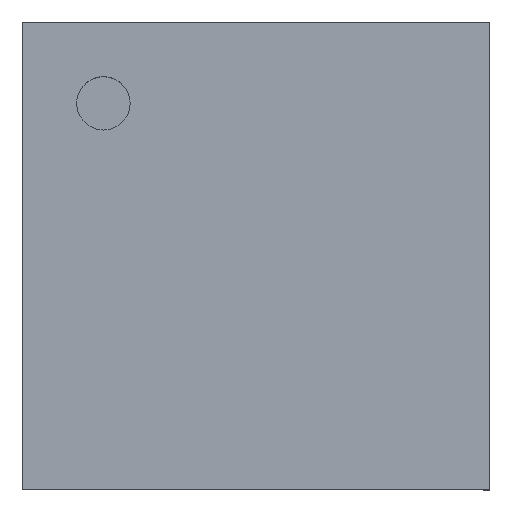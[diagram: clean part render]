
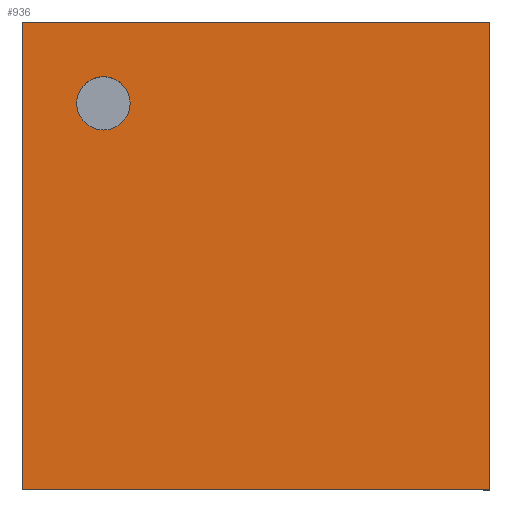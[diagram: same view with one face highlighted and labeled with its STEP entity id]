
A CAD part, top view. The second image highlights one B-rep face of the part: STEP entity #936.
In plain terms, the highlighted planar face has unit normal (0, 0, 1).
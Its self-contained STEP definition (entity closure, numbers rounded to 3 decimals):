
#225=FACE_BOUND('',#322,.T.);
#231=PLANE('',#1117);
#244=FACE_OUTER_BOUND('',#321,.T.);
#321=EDGE_LOOP('',(#768,#769,#770,#771));
#322=EDGE_LOOP('',(#772));
#398=LINE('',#1598,#423);
#401=LINE('',#1604,#426);
#404=LINE('',#1610,#429);
#407=LINE('',#1614,#432);
#423=VECTOR('',#1273,10.);
#426=VECTOR('',#1278,10.);
#429=VECTOR('',#1283,10.);
#432=VECTOR('',#1288,10.);
#445=CIRCLE('',#1111,0.2);
#511=VERTEX_POINT('',#1586);
#515=VERTEX_POINT('',#1595);
#516=VERTEX_POINT('',#1597);
#518=VERTEX_POINT('',#1603);
#520=VERTEX_POINT('',#1609);
#657=EDGE_CURVE('',#511,#511,#445,.T.);
#662=EDGE_CURVE('',#516,#515,#398,.T.);
#665=EDGE_CURVE('',#518,#516,#401,.T.);
#668=EDGE_CURVE('',#520,#518,#404,.T.);
#671=EDGE_CURVE('',#515,#520,#407,.T.);
#768=ORIENTED_EDGE('',*,*,#671,.T.);
#769=ORIENTED_EDGE('',*,*,#668,.T.);
#770=ORIENTED_EDGE('',*,*,#665,.T.);
#771=ORIENTED_EDGE('',*,*,#662,.T.);
#772=ORIENTED_EDGE('',*,*,#657,.T.);
#936=ADVANCED_FACE('',(#244,#225),#231,.T.);
#1111=AXIS2_PLACEMENT_3D('',#1587,#1264,#1265);
#1117=AXIS2_PLACEMENT_3D('',#1615,#1289,#1290);
#1264=DIRECTION('center_axis',(0.,0.,-1.));
#1265=DIRECTION('ref_axis',(1.,0.,0.));
#1273=DIRECTION('',(1.,0.,0.));
#1278=DIRECTION('',(0.,-1.,0.));
#1283=DIRECTION('',(-1.,0.,0.));
#1288=DIRECTION('',(0.,1.,0.));
#1289=DIRECTION('center_axis',(0.,0.,1.));
#1290=DIRECTION('ref_axis',(1.,0.,0.));
#1586=CARTESIAN_POINT('',(-1.341,1.141,0.4));
#1587=CARTESIAN_POINT('Origin',(-1.141,1.141,0.4));
#1595=CARTESIAN_POINT('',(1.75,-1.75,0.4));
#1597=CARTESIAN_POINT('',(-1.75,-1.75,0.4));
#1598=CARTESIAN_POINT('',(-1.75,-1.75,0.4));
#1603=CARTESIAN_POINT('',(-1.75,1.75,0.4));
#1604=CARTESIAN_POINT('',(-1.75,1.75,0.4));
#1609=CARTESIAN_POINT('',(1.75,1.75,0.4));
#1610=CARTESIAN_POINT('',(1.75,1.75,0.4));
#1614=CARTESIAN_POINT('',(1.75,-1.75,0.4));
#1615=CARTESIAN_POINT('Origin',(0.,0.,0.4));
